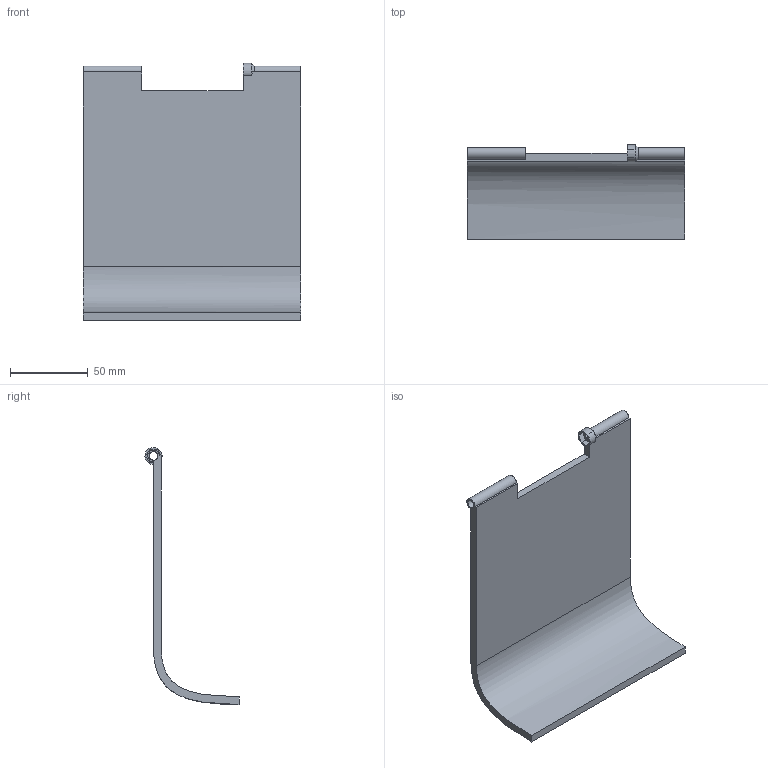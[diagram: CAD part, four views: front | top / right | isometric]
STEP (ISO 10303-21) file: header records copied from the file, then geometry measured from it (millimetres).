
FILE_DESCRIPTION(/* description */ (''),/* implementation_level */ '2;1');
FILE_NAME(/* name */ 'Feeder Lid.step',/* time_stamp */ '2022-07-12T14:57:24-07:00',/* author */ (''),/* organization */ (''),/* preprocessor_version */ 'ST-DEVELOPER v19',/* originating_system */ 'Autodesk Translation Framework v11.7.0.108',/* authorisation */ '');
FILE_SCHEMA (('AUTOMOTIVE_DESIGN { 1 0 10303 214 3 1 1 }'));
Length unit declared in the file: centimetre
Products named in the file (1): Feeder Lid
Bounding box: 140 x 60.5 x 165.49 mm (x, y, z)
Volume: 134160.8 mm3; surface area: 58959 mm2
Topology: 1 solids, 1 shells, 26 faces, 69 edges, 46 vertices
Faces by surface type: plane 18, cylinder 5, bspline 2, cone 1
Full cylindrical faces by diameter (mm): 5.5 x2
Entity records: 956 total; most frequent: CARTESIAN_POINT 274, ORIENTED_EDGE 138, DIRECTION 124, EDGE_CURVE 69, LINE 54, VECTOR 54, VERTEX_POINT 46, AXIS2_PLACEMENT_3D 35
